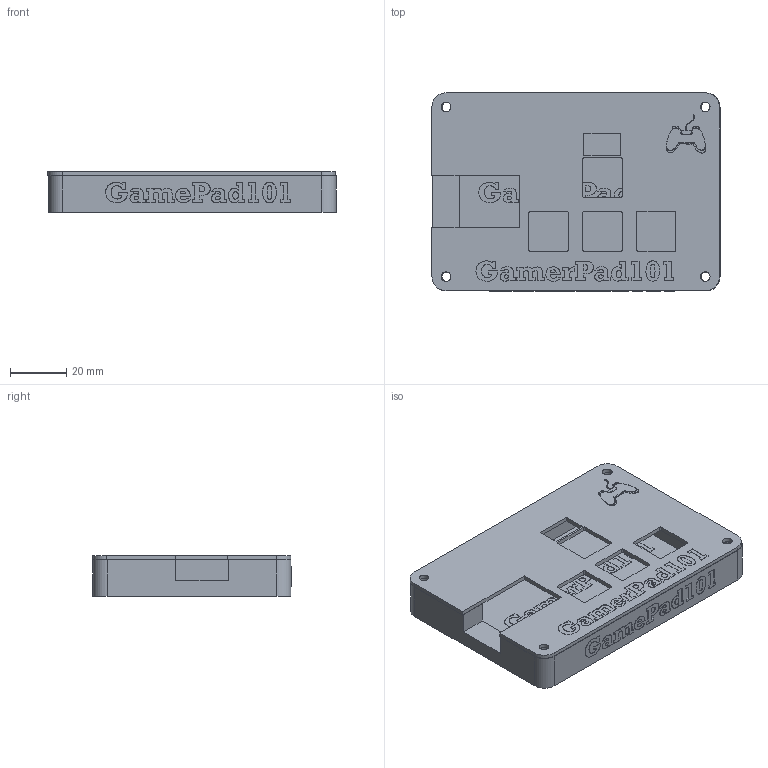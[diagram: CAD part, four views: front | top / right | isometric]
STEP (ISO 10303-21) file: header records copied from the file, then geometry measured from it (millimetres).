
FILE_DESCRIPTION(/* description */ (''),/* implementation_level */ '2;1');
FILE_NAME(/* name */ 'GamerPad101 assembled case.step',/* time_stamp */ '2025-06-05T16:16:19+08:00',/* author */ (''),/* organization */ (''),/* preprocessor_version */ 'ST-DEVELOPER v20.1',/* originating_system */ 'Autodesk Translation Framework v14.10.0.0',/* authorisation */ '');
FILE_SCHEMA (('AUTOMOTIVE_DESIGN { 1 0 10303 214 3 1 1 }'));
Length unit declared in the file: millimetre
Products named in the file (4): 2025-06-05-16-14-11-467; 2025-06-01-20-26-56-328; 2025-06-01-19-17-21-617; 2025-06-01-19-18-14-247
Assembly tree (3 placements, depth 3):
  2025-06-05-16-14-11-467
    2025-06-01-20-26-56-328
    2025-06-01-19-17-21-617
      2025-06-01-19-18-14-247
Bounding box: 102.04 x 70.25 x 14.48 mm (x, y, z)
Volume: 56599.7 mm3; surface area: 34353.2 mm2
Topology: 10 solids, 10 shells, 1228 faces, 3411 edges, 2274 vertices
Faces by surface type: bspline 645, plane 547, cylinder 36
Full cylindrical faces by diameter (mm): 3.4 x8, 6 x4
Entity records: 44379 total; most frequent: CARTESIAN_POINT 17575, ORIENTED_EDGE 6822, EDGE_CURVE 3411, DIRECTION 3373, VERTEX_POINT 2274, LINE 2049, VECTOR 2049, EDGE_LOOP 1325
